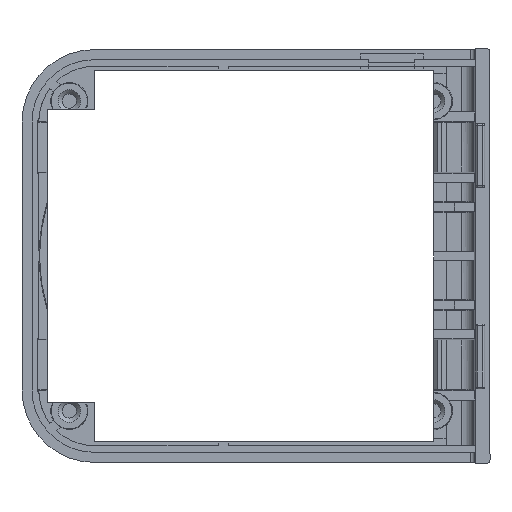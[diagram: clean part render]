
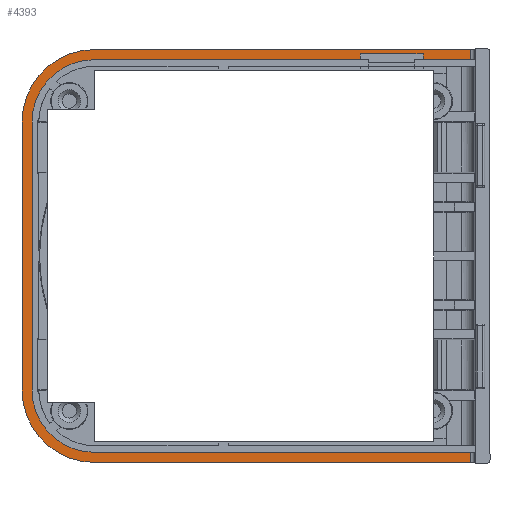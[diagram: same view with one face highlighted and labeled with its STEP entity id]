
A CAD part, front view. The second image highlights one B-rep face of the part: STEP entity #4393.
In plain terms, the highlighted planar face has unit normal (0, -1, 0).
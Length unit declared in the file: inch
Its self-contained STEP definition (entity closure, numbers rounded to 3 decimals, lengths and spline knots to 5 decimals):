
#94=PLANE('',#4656);
#244=FACE_OUTER_BOUND('',#485,.T.);
#485=EDGE_LOOP('',(#2993,#2994,#2995,#2996,#2997,#2998,#2999,#3000,#3001,
#3002,#3003,#3004,#3005,#3006,#3007,#3008));
#724=CIRCLE('',#4657,0.34072);
#725=CIRCLE('',#4658,0.34072);
#726=CIRCLE('',#4659,0.29348);
#727=CIRCLE('',#4660,0.29348);
#859=LINE('',#6319,#1346);
#865=LINE('',#6361,#1352);
#869=LINE('',#6380,#1356);
#872=LINE('',#6387,#1359);
#873=LINE('',#6389,#1360);
#874=LINE('',#6391,#1361);
#875=LINE('',#6393,#1362);
#876=LINE('',#6395,#1363);
#877=LINE('',#6397,#1364);
#878=LINE('',#6401,#1365);
#879=LINE('',#6406,#1366);
#880=LINE('',#6409,#1367);
#1346=VECTOR('',#5050,0.04724);
#1352=VECTOR('',#5058,1.76913);
#1356=VECTOR('',#5064,1.76913);
#1359=VECTOR('',#5069,0.02756);
#1360=VECTOR('',#5070,0.29528);
#1361=VECTOR('',#5071,0.02756);
#1362=VECTOR('',#5072,0.22385);
#1363=VECTOR('',#5073,0.04724);
#1364=VECTOR('',#5074,1.76913);
#1365=VECTOR('',#5077,1.25984);
#1366=VECTOR('',#5082,1.25984);
#1367=VECTOR('',#5085,1.25);
#1854=VERTEX_POINT('',#6312);
#1857=VERTEX_POINT('',#6317);
#1864=VERTEX_POINT('',#6360);
#1867=VERTEX_POINT('',#6377);
#1870=VERTEX_POINT('',#6385);
#1871=VERTEX_POINT('',#6386);
#1872=VERTEX_POINT('',#6388);
#1873=VERTEX_POINT('',#6390);
#1874=VERTEX_POINT('',#6392);
#1875=VERTEX_POINT('',#6394);
#1876=VERTEX_POINT('',#6396);
#1877=VERTEX_POINT('',#6398);
#1878=VERTEX_POINT('',#6400);
#1879=VERTEX_POINT('',#6403);
#1880=VERTEX_POINT('',#6405);
#1881=VERTEX_POINT('',#6407);
#2294=EDGE_CURVE('',#1854,#1857,#859,.T.);
#2301=EDGE_CURVE('',#1864,#1854,#865,.T.);
#2306=EDGE_CURVE('',#1857,#1867,#869,.T.);
#2309=EDGE_CURVE('',#1870,#1871,#872,.T.);
#2310=EDGE_CURVE('',#1871,#1872,#873,.T.);
#2311=EDGE_CURVE('',#1872,#1873,#874,.T.);
#2312=EDGE_CURVE('',#1873,#1874,#875,.T.);
#2313=EDGE_CURVE('',#1874,#1875,#876,.T.);
#2314=EDGE_CURVE('',#1876,#1875,#877,.T.);
#2315=EDGE_CURVE('',#1876,#1877,#724,.T.);
#2316=EDGE_CURVE('',#1877,#1878,#878,.T.);
#2317=EDGE_CURVE('',#1878,#1864,#725,.T.);
#2318=EDGE_CURVE('',#1867,#1879,#726,.T.);
#2319=EDGE_CURVE('',#1879,#1880,#879,.T.);
#2320=EDGE_CURVE('',#1880,#1881,#727,.T.);
#2321=EDGE_CURVE('',#1881,#1870,#880,.T.);
#2993=ORIENTED_EDGE('',*,*,#2309,.T.);
#2994=ORIENTED_EDGE('',*,*,#2310,.T.);
#2995=ORIENTED_EDGE('',*,*,#2311,.T.);
#2996=ORIENTED_EDGE('',*,*,#2312,.T.);
#2997=ORIENTED_EDGE('',*,*,#2313,.T.);
#2998=ORIENTED_EDGE('',*,*,#2314,.F.);
#2999=ORIENTED_EDGE('',*,*,#2315,.T.);
#3000=ORIENTED_EDGE('',*,*,#2316,.T.);
#3001=ORIENTED_EDGE('',*,*,#2317,.T.);
#3002=ORIENTED_EDGE('',*,*,#2301,.T.);
#3003=ORIENTED_EDGE('',*,*,#2294,.T.);
#3004=ORIENTED_EDGE('',*,*,#2306,.T.);
#3005=ORIENTED_EDGE('',*,*,#2318,.T.);
#3006=ORIENTED_EDGE('',*,*,#2319,.T.);
#3007=ORIENTED_EDGE('',*,*,#2320,.T.);
#3008=ORIENTED_EDGE('',*,*,#2321,.T.);
#4393=ADVANCED_FACE('',(#244),#94,.T.);
#4656=AXIS2_PLACEMENT_3D('',#6384,#5067,#5068);
#4657=AXIS2_PLACEMENT_3D('',#6399,#5075,#5076);
#4658=AXIS2_PLACEMENT_3D('',#6402,#5078,#5079);
#4659=AXIS2_PLACEMENT_3D('',#6404,#5080,#5081);
#4660=AXIS2_PLACEMENT_3D('',#6408,#5083,#5084);
#5050=DIRECTION('',(0.,0.,1.));
#5058=DIRECTION('',(1.,0.,0.));
#5064=DIRECTION('',(-1.,0.,0.));
#5067=DIRECTION('center_axis',(0.,-1.,0.));
#5068=DIRECTION('ref_axis',(0.,0.,-1.));
#5069=DIRECTION('',(0.,0.,1.));
#5070=DIRECTION('',(1.,0.,0.));
#5071=DIRECTION('',(0.,0.,-1.));
#5072=DIRECTION('',(1.,0.,0.));
#5073=DIRECTION('',(0.,0.,1.));
#5074=DIRECTION('',(1.,0.,0.));
#5075=DIRECTION('center_axis',(0.,-1.,0.));
#5076=DIRECTION('ref_axis',(0.,0.,-1.));
#5077=DIRECTION('',(0.,0.,-1.));
#5078=DIRECTION('center_axis',(0.,-1.,0.));
#5079=DIRECTION('ref_axis',(0.,0.,-1.));
#5080=DIRECTION('center_axis',(0.,1.,0.));
#5081=DIRECTION('ref_axis',(0.,0.,-1.));
#5082=DIRECTION('',(0.,0.,1.));
#5083=DIRECTION('center_axis',(0.,1.,0.));
#5084=DIRECTION('ref_axis',(0.,0.,-1.));
#5085=DIRECTION('',(1.,0.,0.));
#6312=CARTESIAN_POINT('',(-0.02221,0.2126,-0.97064));
#6317=CARTESIAN_POINT('',(-0.02221,0.2126,-0.9234));
#6319=CARTESIAN_POINT('',(-0.02221,0.2126,-0.97064));
#6360=CARTESIAN_POINT('',(-1.79134,0.2126,-0.97064));
#6361=CARTESIAN_POINT('',(-1.79134,0.2126,-0.97064));
#6377=CARTESIAN_POINT('',(-1.79134,0.2126,-0.9234));
#6380=CARTESIAN_POINT('',(-0.02221,0.2126,-0.9234));
#6384=CARTESIAN_POINT('Origin',(-2.14567,0.2126,-0.98425));
#6385=CARTESIAN_POINT('',(-0.54134,0.2126,0.9234));
#6386=CARTESIAN_POINT('',(-0.54134,0.2126,0.95096));
#6387=CARTESIAN_POINT('',(-0.54134,0.2126,0.9234));
#6388=CARTESIAN_POINT('',(-0.24606,0.2126,0.95096));
#6389=CARTESIAN_POINT('',(-0.54134,0.2126,0.95096));
#6390=CARTESIAN_POINT('',(-0.24606,0.2126,0.9234));
#6391=CARTESIAN_POINT('',(-0.24606,0.2126,0.95096));
#6392=CARTESIAN_POINT('',(-0.02221,0.2126,0.9234));
#6393=CARTESIAN_POINT('',(-0.24606,0.2126,0.9234));
#6394=CARTESIAN_POINT('',(-0.02221,0.2126,0.97064));
#6395=CARTESIAN_POINT('',(-0.02221,0.2126,0.9234));
#6396=CARTESIAN_POINT('',(-1.79134,0.2126,0.97064));
#6397=CARTESIAN_POINT('',(-1.79134,0.2126,0.97064));
#6398=CARTESIAN_POINT('',(-2.13206,0.2126,0.62992));
#6399=CARTESIAN_POINT('Origin',(-1.79134,0.2126,0.62992));
#6400=CARTESIAN_POINT('',(-2.13206,0.2126,-0.62992));
#6401=CARTESIAN_POINT('',(-2.13206,0.2126,0.62992));
#6402=CARTESIAN_POINT('Origin',(-1.79134,0.2126,-0.62992));
#6403=CARTESIAN_POINT('',(-2.08481,0.2126,-0.62992));
#6404=CARTESIAN_POINT('Origin',(-1.79134,0.2126,-0.62992));
#6405=CARTESIAN_POINT('',(-2.08481,0.2126,0.62992));
#6406=CARTESIAN_POINT('',(-2.08481,0.2126,-0.62992));
#6407=CARTESIAN_POINT('',(-1.79134,0.2126,0.9234));
#6408=CARTESIAN_POINT('Origin',(-1.79134,0.2126,0.62992));
#6409=CARTESIAN_POINT('',(-1.79134,0.2126,0.9234));
